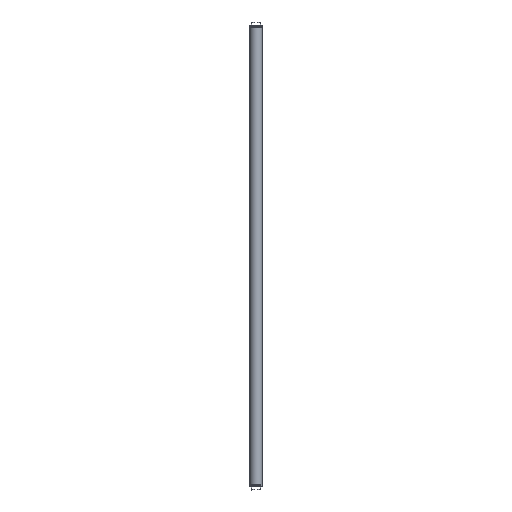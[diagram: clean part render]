
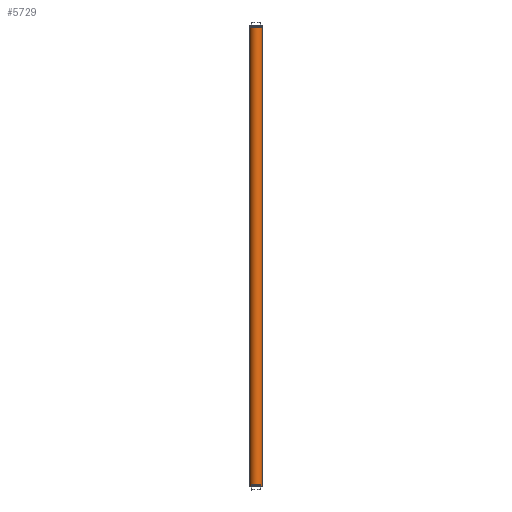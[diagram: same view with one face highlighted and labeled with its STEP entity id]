
A CAD part, front view. The second image highlights one B-rep face of the part: STEP entity #5729.
In plain terms, the highlighted cylindrical face has radius 16 mm (diameter 32 mm), a full revolution.
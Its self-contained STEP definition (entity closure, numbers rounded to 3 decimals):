
#463=FACE_OUTER_BOUND('',#793,.T.);
#793=EDGE_LOOP('',(#3910,#3911,#3912,#3913));
#1151=LINE('',#9150,#1660);
#1660=VECTOR('',#7212,16.);
#2172=CIRCLE('',#6472,16.);
#2173=CIRCLE('',#6473,16.);
#2504=VERTEX_POINT('',#9147);
#2505=VERTEX_POINT('',#9149);
#3061=EDGE_CURVE('',#2504,#2504,#2172,.T.);
#3062=EDGE_CURVE('',#2504,#2505,#1151,.T.);
#3063=EDGE_CURVE('',#2505,#2505,#2173,.T.);
#3910=ORIENTED_EDGE('',*,*,#3061,.T.);
#3911=ORIENTED_EDGE('',*,*,#3062,.T.);
#3912=ORIENTED_EDGE('',*,*,#3063,.F.);
#3913=ORIENTED_EDGE('',*,*,#3062,.F.);
#5581=CYLINDRICAL_SURFACE('',#6471,16.);
#5729=ADVANCED_FACE('',(#463),#5581,.T.);
#6471=AXIS2_PLACEMENT_3D('',#9146,#7208,#7209);
#6472=AXIS2_PLACEMENT_3D('',#9148,#7210,#7211);
#6473=AXIS2_PLACEMENT_3D('',#9151,#7213,#7214);
#7208=DIRECTION('center_axis',(0.,0.,1.));
#7209=DIRECTION('ref_axis',(-1.,0.,0.));
#7210=DIRECTION('center_axis',(0.,0.,-1.));
#7211=DIRECTION('ref_axis',(-1.,0.,0.));
#7212=DIRECTION('',(0.,0.,-1.));
#7213=DIRECTION('center_axis',(0.,0.,-1.));
#7214=DIRECTION('ref_axis',(-1.,0.,0.));
#9146=CARTESIAN_POINT('Origin',(0.,0.,0.));
#9147=CARTESIAN_POINT('',(16.,0.,1196.));
#9148=CARTESIAN_POINT('Origin',(0.,0.,1196.));
#9149=CARTESIAN_POINT('',(16.,0.,0.));
#9150=CARTESIAN_POINT('',(16.,0.,0.));
#9151=CARTESIAN_POINT('Origin',(0.,0.,0.));
